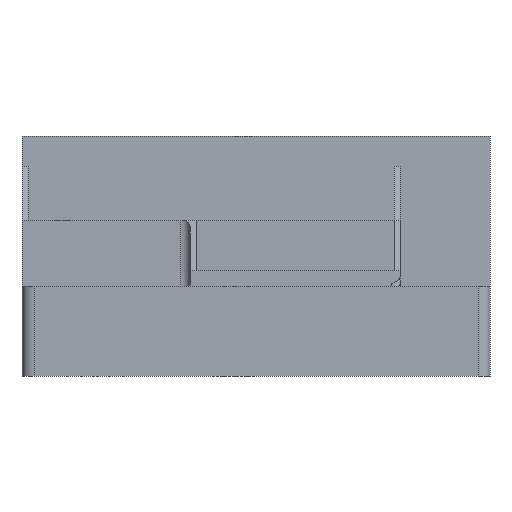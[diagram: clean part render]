
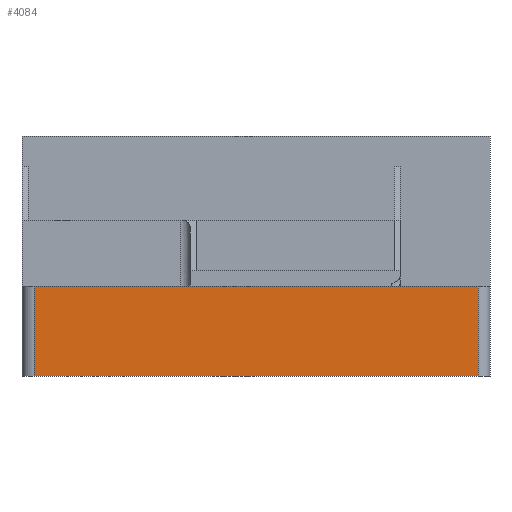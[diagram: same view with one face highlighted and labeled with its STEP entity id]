
A CAD part, front view. The second image highlights one B-rep face of the part: STEP entity #4084.
In plain terms, the highlighted planar face has unit normal (0, -1, 0).
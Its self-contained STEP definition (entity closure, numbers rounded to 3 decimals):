
#32 = PLANE('',#33);
#33 = AXIS2_PLACEMENT_3D('',#34,#35,#36);
#34 = CARTESIAN_POINT('',(21.162,-64.162,30.));
#35 = DIRECTION('',(-0.,-0.,-1.));
#36 = DIRECTION('',(-1.,0.,0.));
#285 = VERTEX_POINT('',#286);
#286 = CARTESIAN_POINT('',(89.,-116.,30.));
#305 = CYLINDRICAL_SURFACE('',#306,4.);
#306 = AXIS2_PLACEMENT_3D('',#307,#308,#309);
#307 = CARTESIAN_POINT('',(89.,-112.,0.));
#308 = DIRECTION('',(0.,0.,1.));
#309 = DIRECTION('',(0.,-1.,0.));
#317 = EDGE_CURVE('',#318,#285,#320,.T.);
#318 = VERTEX_POINT('',#319);
#319 = CARTESIAN_POINT('',(-59.,-116.,30.));
#320 = SURFACE_CURVE('',#321,(#325,#332),.PCURVE_S1.);
#321 = LINE('',#322,#323);
#322 = CARTESIAN_POINT('',(-63.,-116.,30.));
#323 = VECTOR('',#324,1.);
#324 = DIRECTION('',(1.,0.,0.));
#325 = PCURVE('',#32,#326);
#326 = DEFINITIONAL_REPRESENTATION('',(#327),#331);
#327 = LINE('',#328,#329);
#328 = CARTESIAN_POINT('',(84.162,-51.838));
#329 = VECTOR('',#330,1.);
#330 = DIRECTION('',(-1.,0.));
#331 = ( GEOMETRIC_REPRESENTATION_CONTEXT(2) 
PARAMETRIC_REPRESENTATION_CONTEXT() REPRESENTATION_CONTEXT('2D SPACE',''
  ) );
#332 = PCURVE('',#333,#338);
#333 = PLANE('',#334);
#334 = AXIS2_PLACEMENT_3D('',#335,#336,#337);
#335 = CARTESIAN_POINT('',(-63.,-116.,0.));
#336 = DIRECTION('',(0.,1.,0.));
#337 = DIRECTION('',(1.,0.,0.));
#338 = DEFINITIONAL_REPRESENTATION('',(#339),#343);
#339 = LINE('',#340,#341);
#340 = CARTESIAN_POINT('',(0.,-30.));
#341 = VECTOR('',#342,1.);
#342 = DIRECTION('',(1.,0.));
#343 = ( GEOMETRIC_REPRESENTATION_CONTEXT(2) 
PARAMETRIC_REPRESENTATION_CONTEXT() REPRESENTATION_CONTEXT('2D SPACE',''
  ) );
#366 = CYLINDRICAL_SURFACE('',#367,4.);
#367 = AXIS2_PLACEMENT_3D('',#368,#369,#370);
#368 = CARTESIAN_POINT('',(-59.,-112.,0.));
#369 = DIRECTION('',(0.,0.,1.));
#370 = DIRECTION('',(-1.,0.,0.));
#3749 = PLANE('',#3750);
#3750 = AXIS2_PLACEMENT_3D('',#3751,#3752,#3753);
#3751 = CARTESIAN_POINT('',(21.162,-64.162,0.));
#3752 = DIRECTION('',(-0.,-0.,-1.));
#3753 = DIRECTION('',(-1.,0.,0.));
#3791 = VERTEX_POINT('',#3792);
#3792 = CARTESIAN_POINT('',(89.,-116.,0.));
#3820 = EDGE_CURVE('',#3791,#285,#3821,.T.);
#3821 = SURFACE_CURVE('',#3822,(#3826,#3833),.PCURVE_S1.);
#3822 = LINE('',#3823,#3824);
#3823 = CARTESIAN_POINT('',(89.,-116.,0.));
#3824 = VECTOR('',#3825,1.);
#3825 = DIRECTION('',(0.,0.,1.));
#3826 = PCURVE('',#305,#3827);
#3827 = DEFINITIONAL_REPRESENTATION('',(#3828),#3832);
#3828 = LINE('',#3829,#3830);
#3829 = CARTESIAN_POINT('',(0.,0.));
#3830 = VECTOR('',#3831,1.);
#3831 = DIRECTION('',(0.,1.));
#3832 = ( GEOMETRIC_REPRESENTATION_CONTEXT(2) 
PARAMETRIC_REPRESENTATION_CONTEXT() REPRESENTATION_CONTEXT('2D SPACE',''
  ) );
#3833 = PCURVE('',#333,#3834);
#3834 = DEFINITIONAL_REPRESENTATION('',(#3835),#3839);
#3835 = LINE('',#3836,#3837);
#3836 = CARTESIAN_POINT('',(152.,0.));
#3837 = VECTOR('',#3838,1.);
#3838 = DIRECTION('',(0.,-1.));
#3839 = ( GEOMETRIC_REPRESENTATION_CONTEXT(2) 
PARAMETRIC_REPRESENTATION_CONTEXT() REPRESENTATION_CONTEXT('2D SPACE',''
  ) );
#4084 = ADVANCED_FACE('',(#4085),#333,.F.);
#4085 = FACE_BOUND('',#4086,.F.);
#4086 = EDGE_LOOP('',(#4087,#4088,#4089,#4112));
#4087 = ORIENTED_EDGE('',*,*,#317,.T.);
#4088 = ORIENTED_EDGE('',*,*,#3820,.F.);
#4089 = ORIENTED_EDGE('',*,*,#4090,.F.);
#4090 = EDGE_CURVE('',#4091,#3791,#4093,.T.);
#4091 = VERTEX_POINT('',#4092);
#4092 = CARTESIAN_POINT('',(-59.,-116.,0.));
#4093 = SURFACE_CURVE('',#4094,(#4098,#4105),.PCURVE_S1.);
#4094 = LINE('',#4095,#4096);
#4095 = CARTESIAN_POINT('',(-63.,-116.,0.));
#4096 = VECTOR('',#4097,1.);
#4097 = DIRECTION('',(1.,0.,0.));
#4098 = PCURVE('',#333,#4099);
#4099 = DEFINITIONAL_REPRESENTATION('',(#4100),#4104);
#4100 = LINE('',#4101,#4102);
#4101 = CARTESIAN_POINT('',(0.,0.));
#4102 = VECTOR('',#4103,1.);
#4103 = DIRECTION('',(1.,0.));
#4104 = ( GEOMETRIC_REPRESENTATION_CONTEXT(2) 
PARAMETRIC_REPRESENTATION_CONTEXT() REPRESENTATION_CONTEXT('2D SPACE',''
  ) );
#4105 = PCURVE('',#3749,#4106);
#4106 = DEFINITIONAL_REPRESENTATION('',(#4107),#4111);
#4107 = LINE('',#4108,#4109);
#4108 = CARTESIAN_POINT('',(84.162,-51.838));
#4109 = VECTOR('',#4110,1.);
#4110 = DIRECTION('',(-1.,0.));
#4111 = ( GEOMETRIC_REPRESENTATION_CONTEXT(2) 
PARAMETRIC_REPRESENTATION_CONTEXT() REPRESENTATION_CONTEXT('2D SPACE',''
  ) );
#4112 = ORIENTED_EDGE('',*,*,#4113,.T.);
#4113 = EDGE_CURVE('',#4091,#318,#4114,.T.);
#4114 = SURFACE_CURVE('',#4115,(#4119,#4126),.PCURVE_S1.);
#4115 = LINE('',#4116,#4117);
#4116 = CARTESIAN_POINT('',(-59.,-116.,0.));
#4117 = VECTOR('',#4118,1.);
#4118 = DIRECTION('',(0.,0.,1.));
#4119 = PCURVE('',#333,#4120);
#4120 = DEFINITIONAL_REPRESENTATION('',(#4121),#4125);
#4121 = LINE('',#4122,#4123);
#4122 = CARTESIAN_POINT('',(4.,0.));
#4123 = VECTOR('',#4124,1.);
#4124 = DIRECTION('',(0.,-1.));
#4125 = ( GEOMETRIC_REPRESENTATION_CONTEXT(2) 
PARAMETRIC_REPRESENTATION_CONTEXT() REPRESENTATION_CONTEXT('2D SPACE',''
  ) );
#4126 = PCURVE('',#366,#4127);
#4127 = DEFINITIONAL_REPRESENTATION('',(#4128),#4132);
#4128 = LINE('',#4129,#4130);
#4129 = CARTESIAN_POINT('',(1.571,0.));
#4130 = VECTOR('',#4131,1.);
#4131 = DIRECTION('',(0.,1.));
#4132 = ( GEOMETRIC_REPRESENTATION_CONTEXT(2) 
PARAMETRIC_REPRESENTATION_CONTEXT() REPRESENTATION_CONTEXT('2D SPACE',''
  ) );
